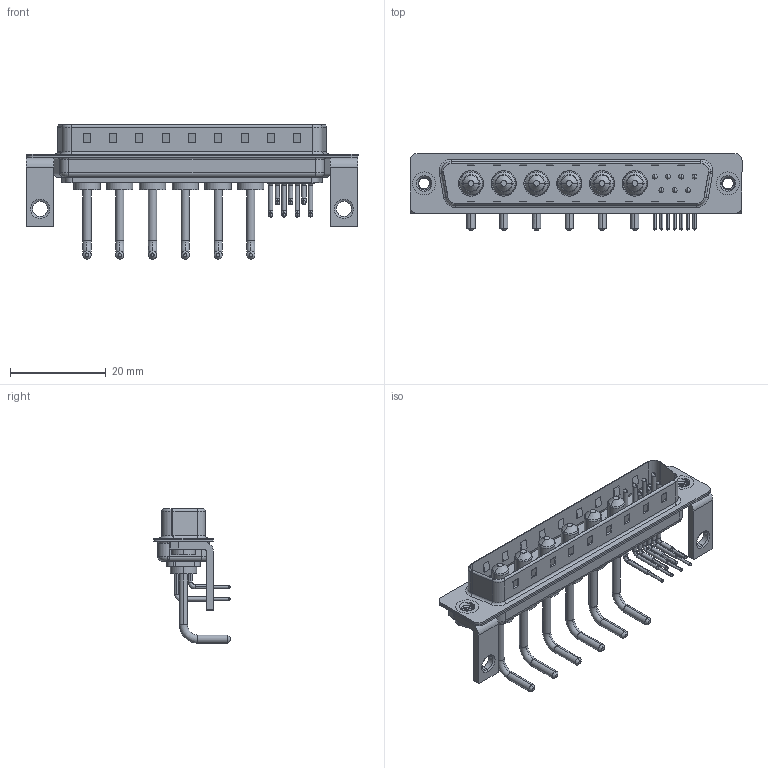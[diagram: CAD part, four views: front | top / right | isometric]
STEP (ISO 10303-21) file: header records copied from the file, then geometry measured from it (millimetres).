
FILE_DESCRIPTION (( 'STEP AP203' ), '1' );
FILE_NAME ('629-13W6650-1NC.STEP', '2022-05-14T19:44:16', ( '' ), ( '' ), 'SwSTEP 2.0', 'SolidWorks 2020', '' );
FILE_SCHEMA (( 'CONFIG_CONTROL_DESIGN' ));
Length unit declared in the file: millimetre
Products named in the file (9): 629Combo Housing_13W6; 629Combo Contact Row 1; Power Pin_Ext 10A RA; 629-13W6650-1NC; 629Combo Contact Row 2; 629Combo Shell Rear_37 Contacts; 629Combo Threaded Rivet_2; 629Combo Shell Front_37 Contacts; 629Combo Stabilizer Bracket
Assembly tree (20 placements, depth 2):
  629-13W6650-1NC
    629Combo Housing_13W6
    629Combo Shell Rear_37 Contacts
    629Combo Shell Front_37 Contacts
    629Combo Threaded Rivet_2  x2
    629Combo Stabilizer Bracket  x2
    Power Pin_Ext 10A RA  x6
    629Combo Contact Row 1  x4
    629Combo Contact Row 2  x3
Bounding box: 69.4 x 16.05 x 28.08 mm (x, y, z)
Volume: 4708.1 mm3; surface area: 10449.2 mm2
Topology: 26 solids, 26 shells, 1488 faces, 3915 edges, 2508 vertices
Faces by surface type: plane 731, cylinder 543, cone 86, torus 74, bspline 54
Entity records: 25381 total; most frequent: CARTESIAN_POINT 5624, DIRECTION 3971, ORIENTED_EDGE 3788, EDGE_CURVE 1894, AXIS2_PLACEMENT_3D 1390, VERTEX_POINT 1218, LINE 1191, VECTOR 1191
